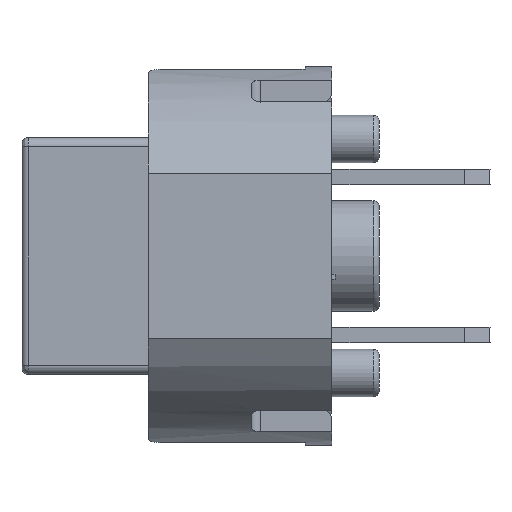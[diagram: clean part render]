
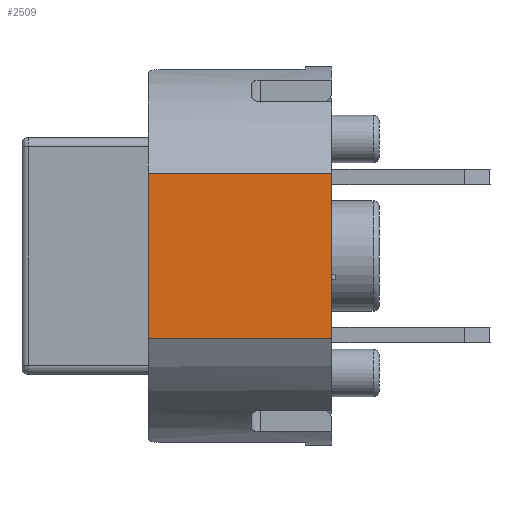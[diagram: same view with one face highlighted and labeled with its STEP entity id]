
A CAD part, left-side view. The second image highlights one B-rep face of the part: STEP entity #2509.
In plain terms, the highlighted planar face has unit normal (-1, 0, 0).
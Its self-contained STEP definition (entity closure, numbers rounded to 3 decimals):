
#161=LINE('',#3896,#398);
#212=LINE('',#4100,#449);
#221=LINE('',#4118,#458);
#222=LINE('',#4119,#459);
#398=VECTOR('',#3029,1000.);
#449=VECTOR('',#3162,1000.);
#458=VECTOR('',#3179,1000.);
#459=VECTOR('',#3180,1000.);
#599=PLANE('',#2712);
#907=ORIENTED_EDGE('',*,*,#1610,.T.);
#908=ORIENTED_EDGE('',*,*,#1522,.T.);
#909=ORIENTED_EDGE('',*,*,#1611,.T.);
#910=ORIENTED_EDGE('',*,*,#1600,.T.);
#1522=EDGE_CURVE('',#1880,#1878,#161,.T.);
#1600=EDGE_CURVE('',#1947,#1946,#212,.T.);
#1610=EDGE_CURVE('',#1946,#1880,#221,.T.);
#1611=EDGE_CURVE('',#1878,#1947,#222,.T.);
#1878=VERTEX_POINT('',#3894);
#1880=VERTEX_POINT('',#3897);
#1946=VERTEX_POINT('',#4099);
#1947=VERTEX_POINT('',#4101);
#2167=EDGE_LOOP('',(#907,#908,#909,#910));
#2324=FACE_BOUND('',#2167,.T.);
#2509=ADVANCED_FACE('',(#2324),#599,.T.);
#2712=AXIS2_PLACEMENT_3D('',#4117,#3177,#3178);
#3029=DIRECTION('',(0.,0.,-1.));
#3162=DIRECTION('',(0.,0.,1.));
#3177=DIRECTION('',(-1.,0.,0.));
#3178=DIRECTION('',(0.,0.,1.));
#3179=DIRECTION('',(0.,1.,0.));
#3180=DIRECTION('',(0.,-1.,0.));
#3894=CARTESIAN_POINT('',(-5.4,0.67,-2.615));
#3896=CARTESIAN_POINT('',(-5.4,0.67,2.615));
#3897=CARTESIAN_POINT('',(-5.4,0.67,2.615));
#4099=CARTESIAN_POINT('',(-5.4,-5.13,2.615));
#4100=CARTESIAN_POINT('',(-5.4,-5.13,-2.615));
#4101=CARTESIAN_POINT('',(-5.4,-5.13,-2.615));
#4117=CARTESIAN_POINT('',(-5.4,-0.08,-2.615));
#4118=CARTESIAN_POINT('',(-5.4,-5.13,2.615));
#4119=CARTESIAN_POINT('',(-5.4,0.67,-2.615));
